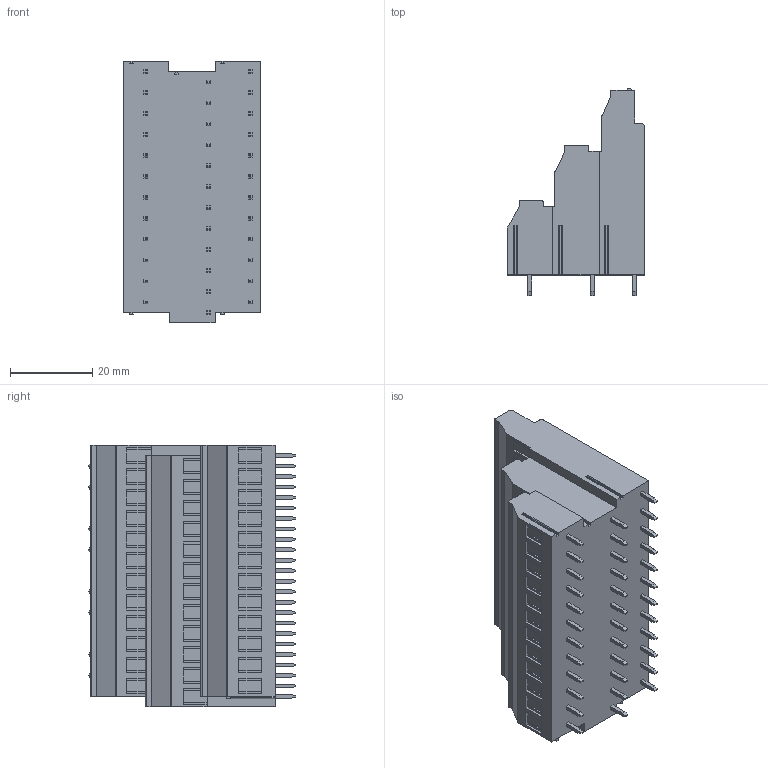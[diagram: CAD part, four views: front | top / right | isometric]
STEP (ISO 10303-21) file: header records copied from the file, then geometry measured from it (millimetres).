
FILE_DESCRIPTION((''),'2;1');
FILE_NAME('TL324VH3-XXP-XS','2025-01-09T17:12:17',('yanfa'),(''),'CREO PARAMETRIC BY PTC INC, 2018100','CREO PARAMETRIC BY PTC INC, 2018100','');
FILE_SCHEMA(('CONFIG_CONTROL_DESIGN','SHAPE_APPEARANCE_LAYERS_GROUPS'));
Length unit declared in the file: millimetre
Products named in the file (1): TL324VH3-XXP-XS
Bounding box: 33.4 x 50.3 x 63.5 mm (x, y, z)
Volume: 57141.7 mm3; surface area: 16191.8 mm2
Topology: 1 solids, 45 shells, 1517 faces, 3953 edges, 2602 vertices
Faces by surface type: plane 1259, cylinder 170, torus 72, sphere 16
Entity records: 46328 total; most frequent: CARTESIAN_POINT 8853, ORIENTED_EDGE 7874, DIRECTION 7413, EDGE_CURVE 3937, VECTOR 3203, LINE 3203, VERTEX_POINT 2602, AXIS2_PLACEMENT_3D 2105
